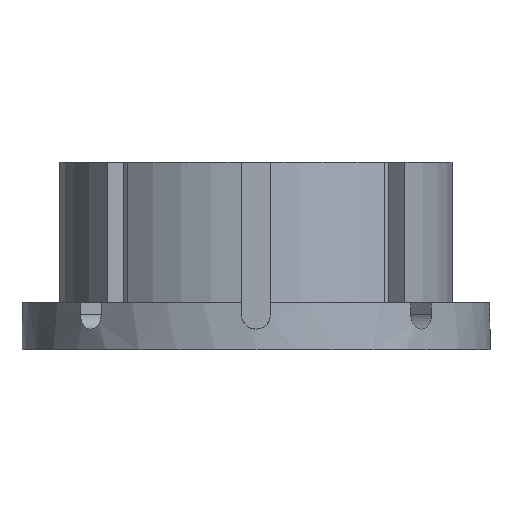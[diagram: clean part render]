
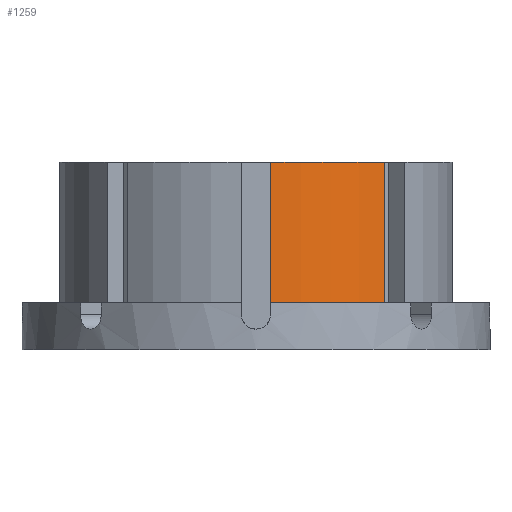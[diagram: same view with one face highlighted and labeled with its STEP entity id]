
A CAD part, front view. The second image highlights one B-rep face of the part: STEP entity #1259.
In plain terms, the highlighted cylindrical face has radius 53.34 mm (diameter 106.68 mm), a partial arc.
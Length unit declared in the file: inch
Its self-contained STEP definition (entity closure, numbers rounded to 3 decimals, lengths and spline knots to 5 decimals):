
#130 = DIRECTION ( 'NONE',  ( 1., 0., 0. ) ) ;
#264 = VECTOR ( 'NONE', #299, 39.37008 ) ;
#299 = DIRECTION ( 'NONE',  ( 0., 0., -1. ) ) ;
#305 = CYLINDRICAL_SURFACE ( 'NONE', #1770, 2.1 ) ;
#370 = VERTEX_POINT ( 'NONE', #1347 ) ;
#470 = VECTOR ( 'NONE', #1656, 39.37008 ) ;
#525 = CIRCLE ( 'NONE', #1978, 2.1 ) ;
#530 = EDGE_LOOP ( 'NONE', ( #1670, #764, #863, #1010 ) ) ;
#545 = CARTESIAN_POINT ( 'NONE',  ( 0.156, -2.0942, 2. ) ) ;
#665 = VERTEX_POINT ( 'NONE', #1733 ) ;
#764 = ORIENTED_EDGE ( 'NONE', *, *, #1663, .F. ) ;
#816 = VERTEX_POINT ( 'NONE', #1342 ) ;
#829 = EDGE_CURVE ( 'NONE', #816, #1559, #957, .T. ) ;
#863 = ORIENTED_EDGE ( 'NONE', *, *, #829, .F. ) ;
#892 = LINE ( 'NONE', #1057, #264 ) ;
#957 = LINE ( 'NONE', #1814, #470 ) ;
#1010 = ORIENTED_EDGE ( 'NONE', *, *, #1633, .T. ) ;
#1032 = CIRCLE ( 'NONE', #1584, 2.1 ) ;
#1057 = CARTESIAN_POINT ( 'NONE',  ( 1.37051, -1.59113, 0. ) ) ;
#1063 = FACE_OUTER_BOUND ( 'NONE', #530, .T. ) ;
#1242 = CARTESIAN_POINT ( 'NONE',  ( 0., 0., 2. ) ) ;
#1259 = ADVANCED_FACE ( 'NONE', ( #1063 ), #305, .T. ) ;
#1342 = CARTESIAN_POINT ( 'NONE',  ( 0.156, -2.0942, 0.5 ) ) ;
#1347 = CARTESIAN_POINT ( 'NONE',  ( 1.37051, -1.59113, 2. ) ) ;
#1415 = CARTESIAN_POINT ( 'NONE',  ( 0., 0., 0. ) ) ;
#1437 = DIRECTION ( 'NONE',  ( 1., 0., 0. ) ) ;
#1559 = VERTEX_POINT ( 'NONE', #545 ) ;
#1564 = DIRECTION ( 'NONE',  ( 1., 0., 0. ) ) ;
#1584 = AXIS2_PLACEMENT_3D ( 'NONE', #1242, #2068, #130 ) ;
#1633 = EDGE_CURVE ( 'NONE', #816, #665, #525, .T. ) ;
#1656 = DIRECTION ( 'NONE',  ( 0., 0., 1. ) ) ;
#1663 = EDGE_CURVE ( 'NONE', #1559, #370, #1032, .T. ) ;
#1670 = ORIENTED_EDGE ( 'NONE', *, *, #1729, .F. ) ;
#1713 = DIRECTION ( 'NONE',  ( 0., 0., 1. ) ) ;
#1729 = EDGE_CURVE ( 'NONE', #370, #665, #892, .T. ) ;
#1733 = CARTESIAN_POINT ( 'NONE',  ( 1.37051, -1.59113, 0.5 ) ) ;
#1770 = AXIS2_PLACEMENT_3D ( 'NONE', #1415, #1713, #1564 ) ;
#1814 = CARTESIAN_POINT ( 'NONE',  ( 0.156, -2.0942, 0. ) ) ;
#1875 = DIRECTION ( 'NONE',  ( 0., 0., 1. ) ) ;
#1899 = CARTESIAN_POINT ( 'NONE',  ( 0., 0., 0.5 ) ) ;
#1978 = AXIS2_PLACEMENT_3D ( 'NONE', #1899, #1875, #1437 ) ;
#2068 = DIRECTION ( 'NONE',  ( 0., 0., 1. ) ) ;
